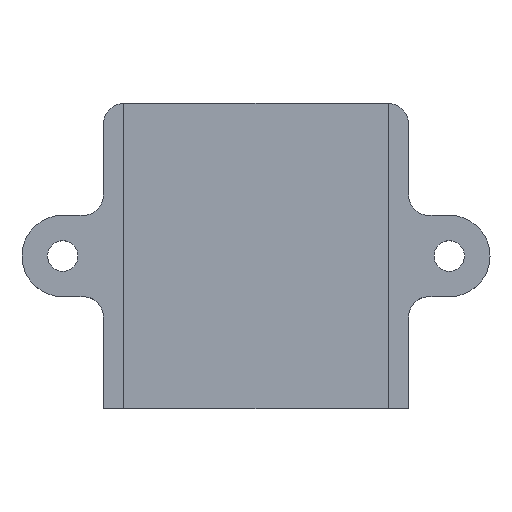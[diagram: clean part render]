
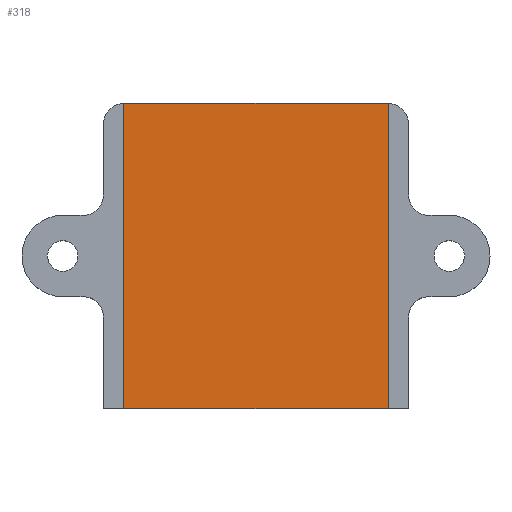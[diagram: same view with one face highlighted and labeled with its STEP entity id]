
A CAD part, top view. The second image highlights one B-rep face of the part: STEP entity #318.
In plain terms, the highlighted planar face has unit normal (0, 0, 1).
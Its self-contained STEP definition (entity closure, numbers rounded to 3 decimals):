
#25 = VECTOR ( 'NONE', #368, 1000. ) ;
#28 = DIRECTION ( 'NONE',  ( -1., 0., 0. ) ) ;
#30 = VECTOR ( 'NONE', #28, 1000. ) ;
#53 = CARTESIAN_POINT ( 'NONE',  ( -14., 15., 4.5 ) ) ;
#68 = CARTESIAN_POINT ( 'NONE',  ( -14., 15., 4.5 ) ) ;
#99 = CARTESIAN_POINT ( 'NONE',  ( -14., 0., 4.5 ) ) ;
#111 = EDGE_CURVE ( 'NONE', #841, #608, #581, .T. ) ;
#113 = VERTEX_POINT ( 'NONE', #99 ) ;
#115 = LINE ( 'NONE', #275, #25 ) ;
#172 = CARTESIAN_POINT ( 'NONE',  ( -1., 0., 4.5 ) ) ;
#200 = ORIENTED_EDGE ( 'NONE', *, *, #111, .T. ) ;
#220 = PLANE ( 'NONE',  #496 ) ;
#235 = EDGE_CURVE ( 'NONE', #608, #286, #416, .T. ) ;
#275 = CARTESIAN_POINT ( 'NONE',  ( -14., 0., 4.5 ) ) ;
#286 = VERTEX_POINT ( 'NONE', #68 ) ;
#300 = VECTOR ( 'NONE', #566, 1000. ) ;
#304 = CARTESIAN_POINT ( 'NONE',  ( 0., 0., 4.5 ) ) ;
#306 = EDGE_CURVE ( 'NONE', #286, #113, #620, .T. ) ;
#318 = ADVANCED_FACE ( 'NONE', ( #637 ), #220, .T. ) ;
#368 = DIRECTION ( 'NONE',  ( 1., 0., 0. ) ) ;
#373 = ORIENTED_EDGE ( 'NONE', *, *, #235, .T. ) ;
#379 = DIRECTION ( 'NONE',  ( 1., 0., 0. ) ) ;
#416 = LINE ( 'NONE', #663, #30 ) ;
#425 = ORIENTED_EDGE ( 'NONE', *, *, #306, .T. ) ;
#471 = ORIENTED_EDGE ( 'NONE', *, *, #832, .T. ) ;
#496 = AXIS2_PLACEMENT_3D ( 'NONE', #304, #545, #379 ) ;
#533 = EDGE_LOOP ( 'NONE', ( #471, #200, #373, #425 ) ) ;
#545 = DIRECTION ( 'NONE',  ( 0., 0., 1. ) ) ;
#566 = DIRECTION ( 'NONE',  ( 0., 1., 0. ) ) ;
#581 = LINE ( 'NONE', #172, #300 ) ;
#608 = VERTEX_POINT ( 'NONE', #729 ) ;
#620 = LINE ( 'NONE', #53, #967 ) ;
#637 = FACE_OUTER_BOUND ( 'NONE', #533, .T. ) ;
#663 = CARTESIAN_POINT ( 'NONE',  ( -14., 15., 4.5 ) ) ;
#729 = CARTESIAN_POINT ( 'NONE',  ( -1., 15., 4.5 ) ) ;
#782 = DIRECTION ( 'NONE',  ( 0., -1., 0. ) ) ;
#832 = EDGE_CURVE ( 'NONE', #113, #841, #115, .T. ) ;
#841 = VERTEX_POINT ( 'NONE', #988 ) ;
#967 = VECTOR ( 'NONE', #782, 1000. ) ;
#988 = CARTESIAN_POINT ( 'NONE',  ( -1., 0., 4.5 ) ) ;
